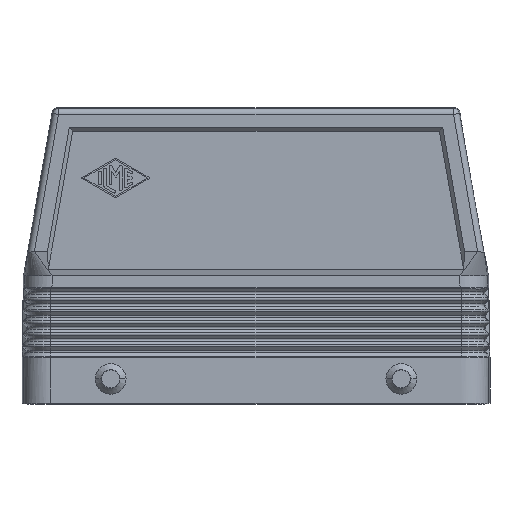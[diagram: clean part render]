
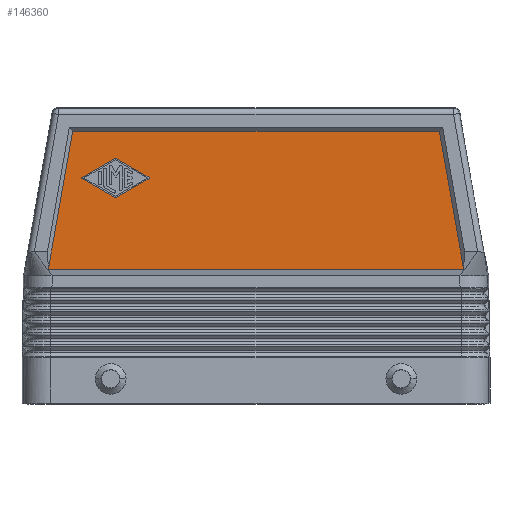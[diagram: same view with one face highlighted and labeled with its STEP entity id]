
A CAD part, left-side view. The second image highlights one B-rep face of the part: STEP entity #146360.
In plain terms, the highlighted planar face has unit normal (-1, 0, 0).
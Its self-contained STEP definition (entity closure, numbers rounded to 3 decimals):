
#145000=CARTESIAN_POINT('',(374.083,-22.843,
34.87));
#145010=VERTEX_POINT('',#145000);
#145040=CARTESIAN_POINT('',(374.083,-26.831,
12.233));
#145050=DIRECTION('',(0.,0.174,0.985));
#145060=VECTOR('',#145050,1.);
#145070=LINE('',#145040,#145060);
#145080=CARTESIAN_POINT('',(374.083,-16.613,
70.233));
#145090=VERTEX_POINT('',#145080);
#145100=EDGE_CURVE('',#145010,#145090,#145070,.T.);
#145360=CARTESIAN_POINT('',(374.083,-12.317,
48.893));
#145370=DIRECTION('',(1.,0.,0.));
#145380=DIRECTION('',(0.,1.,0.));
#145390=AXIS2_PLACEMENT_3D('',#145360,#145370,#145380);
#145400=PLANE('',#145390);
#145410=CARTESIAN_POINT('',(374.083,57.907,
58.233));
#145420=DIRECTION('',(-1.,0.,0.));
#145430=DIRECTION('',(0.,-1.,0.));
#145440=AXIS2_PLACEMENT_3D('',#145410,#145420,#145430);
#145450=CIRCLE('',#145440,0.167);
#145460=CARTESIAN_POINT('',(374.083,57.824,
58.088));
#145470=VERTEX_POINT('',#145460);
#145480=CARTESIAN_POINT('',(374.083,57.824,
58.377));
#145490=VERTEX_POINT('',#145480);
#145500=EDGE_CURVE('',#145470,#145490,#145450,.T.);
#145510=ORIENTED_EDGE('',*,*,#145500,.F.);
#145520=CARTESIAN_POINT('',(374.083,70.873,
65.836));
#145530=DIRECTION('',(0.,-0.868,-0.496));
#145540=VECTOR('',#145530,1.);
#145550=LINE('',#145520,#145540);
#145560=CARTESIAN_POINT('',(374.083,66.241,
63.188));
#145570=VERTEX_POINT('',#145560);
#145580=EDGE_CURVE('',#145570,#145490,#145550,.T.);
#145590=ORIENTED_EDGE('',*,*,#145580,.T.);
#145600=CARTESIAN_POINT('',(374.083,66.406,
62.899));
#145610=DIRECTION('',(-1.,0.,0.));
#145620=DIRECTION('',(0.,-1.,0.));
#145630=AXIS2_PLACEMENT_3D('',#145600,#145610,#145620);
#145640=CIRCLE('',#145630,0.333);
#145650=CARTESIAN_POINT('',(374.083,66.572,
63.188));
#145660=VERTEX_POINT('',#145650);
#145670=EDGE_CURVE('',#145570,#145660,#145640,.T.);
#145680=ORIENTED_EDGE('',*,*,#145670,.F.);
#145690=CARTESIAN_POINT('',(374.083,70.873,
60.73));
#145700=DIRECTION('',(0.,-0.868,0.496));
#145710=VECTOR('',#145700,1.);
#145720=LINE('',#145690,#145710);
#145730=CARTESIAN_POINT('',(374.083,74.988,
58.377));
#145740=VERTEX_POINT('',#145730);
#145750=EDGE_CURVE('',#145740,#145660,#145720,.T.);
#145760=ORIENTED_EDGE('',*,*,#145750,.T.);
#145770=CARTESIAN_POINT('',(374.083,74.905,
58.233));
#145780=DIRECTION('',(-1.,0.,0.));
#145790=DIRECTION('',(0.,-1.,0.));
#145800=AXIS2_PLACEMENT_3D('',#145770,#145780,#145790);
#145810=CIRCLE('',#145800,0.167);
#145820=CARTESIAN_POINT('',(374.083,74.988,
58.088));
#145830=VERTEX_POINT('',#145820);
#145840=EDGE_CURVE('',#145740,#145830,#145810,.T.);
#145850=ORIENTED_EDGE('',*,*,#145840,.F.);
#145860=CARTESIAN_POINT('',(374.083,70.873,
55.735));
#145870=DIRECTION('',(0.,0.868,0.496));
#145880=VECTOR('',#145870,1.);
#145890=LINE('',#145860,#145880);
#145900=CARTESIAN_POINT('',(374.083,66.572,
53.277));
#145910=VERTEX_POINT('',#145900);
#145920=EDGE_CURVE('',#145910,#145830,#145890,.T.);
#145930=ORIENTED_EDGE('',*,*,#145920,.T.);
#145940=CARTESIAN_POINT('',(374.083,66.406,
53.566));
#145950=DIRECTION('',(-1.,0.,0.));
#145960=DIRECTION('',(0.,-1.,0.));
#145970=AXIS2_PLACEMENT_3D('',#145940,#145950,#145960);
#145980=CIRCLE('',#145970,0.333);
#145990=CARTESIAN_POINT('',(374.083,66.241,
53.277));
#146000=VERTEX_POINT('',#145990);
#146010=EDGE_CURVE('',#145910,#146000,#145980,.T.);
#146020=ORIENTED_EDGE('',*,*,#146010,.F.);
#146030=CARTESIAN_POINT('',(374.083,70.873,
50.63));
#146040=DIRECTION('',(0.,0.868,-0.496));
#146050=VECTOR('',#146040,1.);
#146060=LINE('',#146030,#146050);
#146070=EDGE_CURVE('',#145470,#146000,#146060,.T.);
#146080=ORIENTED_EDGE('',*,*,#146070,.T.);
#146090=EDGE_LOOP('',(#146080,#146020,#145930,#145850,#145760,#145680,
#145590,#145510));
#146100=FACE_BOUND('',#146090,.T.);
#146110=CARTESIAN_POINT('',(374.083,44.373,
34.87));
#146120=DIRECTION('',(0.,1.,0.));
#146130=VECTOR('',#146120,1.);
#146140=LINE('',#146110,#146130);
#146150=CARTESIAN_POINT('',(374.083,83.656,
34.87));
#146160=VERTEX_POINT('',#146150);
#146170=EDGE_CURVE('',#145010,#146160,#146140,.T.);
#146180=ORIENTED_EDGE('',*,*,#146170,.F.);
#146190=CARTESIAN_POINT('',(374.083,87.644,
12.233));
#146200=DIRECTION('',(0.,-0.174,0.985));
#146210=VECTOR('',#146200,1.);
#146220=LINE('',#146190,#146210);
#146230=CARTESIAN_POINT('',(374.083,77.426,
70.233));
#146240=VERTEX_POINT('',#146230);
#146250=EDGE_CURVE('',#146160,#146240,#146220,.T.);
#146260=ORIENTED_EDGE('',*,*,#146250,.F.);
#146270=CARTESIAN_POINT('',(374.083,44.373,
70.233));
#146280=DIRECTION('',(0.,1.,0.));
#146290=VECTOR('',#146280,1.);
#146300=LINE('',#146270,#146290);
#146310=EDGE_CURVE('',#145090,#146240,#146300,.T.);
#146320=ORIENTED_EDGE('',*,*,#146310,.T.);
#146330=ORIENTED_EDGE('',*,*,#145100,.T.);
#146340=EDGE_LOOP('',(#146330,#146320,#146260,#146180));
#146350=FACE_OUTER_BOUND('',#146340,.T.);
#146360=ADVANCED_FACE('',(#146100,#146350),#145400,.F.);
